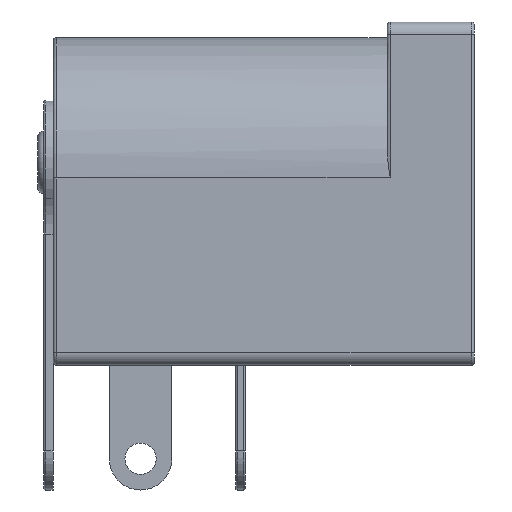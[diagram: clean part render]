
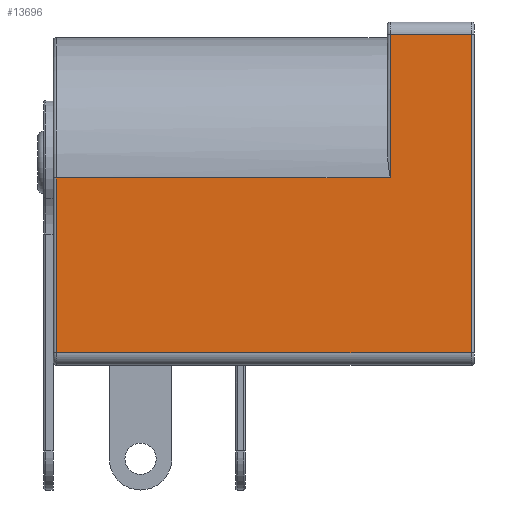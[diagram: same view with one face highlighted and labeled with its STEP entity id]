
A CAD part, left-side view. The second image highlights one B-rep face of the part: STEP entity #13696.
In plain terms, the highlighted planar face has unit normal (-1, 0, 0).
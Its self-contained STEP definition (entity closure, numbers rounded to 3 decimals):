
#346 = AXIS2_PLACEMENT_3D ( 'NONE', #1204, #5248, #791 ) ;
#425 = CARTESIAN_POINT ( 'NONE',  ( -4.5, 5.9, 11. ) ) ;
#791 = DIRECTION ( 'NONE',  ( 0., 1., 0. ) ) ;
#1204 = CARTESIAN_POINT ( 'NONE',  ( -4.5, 6., 11. ) ) ;
#1348 = VERTEX_POINT ( 'NONE', #8332 ) ;
#1670 = LINE ( 'NONE', #12444, #11254 ) ;
#2385 = VECTOR ( 'NONE', #14837, 1000. ) ;
#2557 = DIRECTION ( 'NONE',  ( 0., 1., 0. ) ) ;
#3172 = VECTOR ( 'NONE', #2557, 1000. ) ;
#3988 = LINE ( 'NONE', #12167, #3172 ) ;
#4168 = CARTESIAN_POINT ( 'NONE',  ( -4.5, -4.7, 6. ) ) ;
#4425 = EDGE_CURVE ( 'NONE', #7213, #17335, #16734, .T. ) ;
#4500 = EDGE_CURVE ( 'NONE', #17335, #16544, #13900, .T. ) ;
#4595 = EDGE_LOOP ( 'NONE', ( #8861, #7279, #11209, #14141, #9563, #13609 ) ) ;
#4850 = CARTESIAN_POINT ( 'NONE',  ( -4.5, -7.4, 0.4 ) ) ;
#4918 = FACE_OUTER_BOUND ( 'NONE', #4595, .T. ) ;
#5248 = DIRECTION ( 'NONE',  ( 1., 0., 0. ) ) ;
#5370 = CARTESIAN_POINT ( 'NONE',  ( -4.5, -7.4, 11. ) ) ;
#5479 = CARTESIAN_POINT ( 'NONE',  ( -4.5, 5.9, 6. ) ) ;
#5549 = DIRECTION ( 'NONE',  ( 0., 0., -1. ) ) ;
#5567 = DIRECTION ( 'NONE',  ( 0., -1., 0. ) ) ;
#5835 = CARTESIAN_POINT ( 'NONE',  ( -4.5, -4.8, 6. ) ) ;
#7092 = EDGE_CURVE ( 'NONE', #8024, #8132, #8144, .T. ) ;
#7209 = EDGE_CURVE ( 'NONE', #16544, #8024, #15381, .T. ) ;
#7213 = VERTEX_POINT ( 'NONE', #5835 ) ;
#7279 = ORIENTED_EDGE ( 'NONE', *, *, #4500, .T. ) ;
#8024 = VERTEX_POINT ( 'NONE', #4850 ) ;
#8132 = VERTEX_POINT ( 'NONE', #13002 ) ;
#8144 = LINE ( 'NONE', #5370, #2385 ) ;
#8332 = CARTESIAN_POINT ( 'NONE',  ( -4.5, -4.8, 10.6 ) ) ;
#8861 = ORIENTED_EDGE ( 'NONE', *, *, #4425, .T. ) ;
#8953 = VECTOR ( 'NONE', #5549, 1000. ) ;
#9563 = ORIENTED_EDGE ( 'NONE', *, *, #13138, .T. ) ;
#11209 = ORIENTED_EDGE ( 'NONE', *, *, #7209, .T. ) ;
#11254 = VECTOR ( 'NONE', #12614, 1000. ) ;
#12167 = CARTESIAN_POINT ( 'NONE',  ( -4.5, -4.7, 10.6 ) ) ;
#12444 = CARTESIAN_POINT ( 'NONE',  ( -4.5, -4.8, 11. ) ) ;
#12614 = DIRECTION ( 'NONE',  ( 0., 0., -1. ) ) ;
#12659 = CARTESIAN_POINT ( 'NONE',  ( -4.5, 6., 0.4 ) ) ;
#12676 = DIRECTION ( 'NONE',  ( 0., 1., 0. ) ) ;
#13002 = CARTESIAN_POINT ( 'NONE',  ( -4.5, -7.4, 10.6 ) ) ;
#13138 = EDGE_CURVE ( 'NONE', #8132, #1348, #3988, .T. ) ;
#13609 = ORIENTED_EDGE ( 'NONE', *, *, #16663, .T. ) ;
#13696 = ADVANCED_FACE ( 'NONE', ( #4918 ), #17140, .F. ) ;
#13864 = VECTOR ( 'NONE', #12676, 1000. ) ;
#13900 = LINE ( 'NONE', #425, #8953 ) ;
#14141 = ORIENTED_EDGE ( 'NONE', *, *, #7092, .T. ) ;
#14837 = DIRECTION ( 'NONE',  ( 0., 0., 1. ) ) ;
#14887 = CARTESIAN_POINT ( 'NONE',  ( -4.5, 5.9, 0.4 ) ) ;
#15381 = LINE ( 'NONE', #12659, #17290 ) ;
#16544 = VERTEX_POINT ( 'NONE', #14887 ) ;
#16663 = EDGE_CURVE ( 'NONE', #1348, #7213, #1670, .T. ) ;
#16734 = LINE ( 'NONE', #4168, #13864 ) ;
#17140 = PLANE ( 'NONE',  #346 ) ;
#17290 = VECTOR ( 'NONE', #5567, 1000. ) ;
#17335 = VERTEX_POINT ( 'NONE', #5479 ) ;
